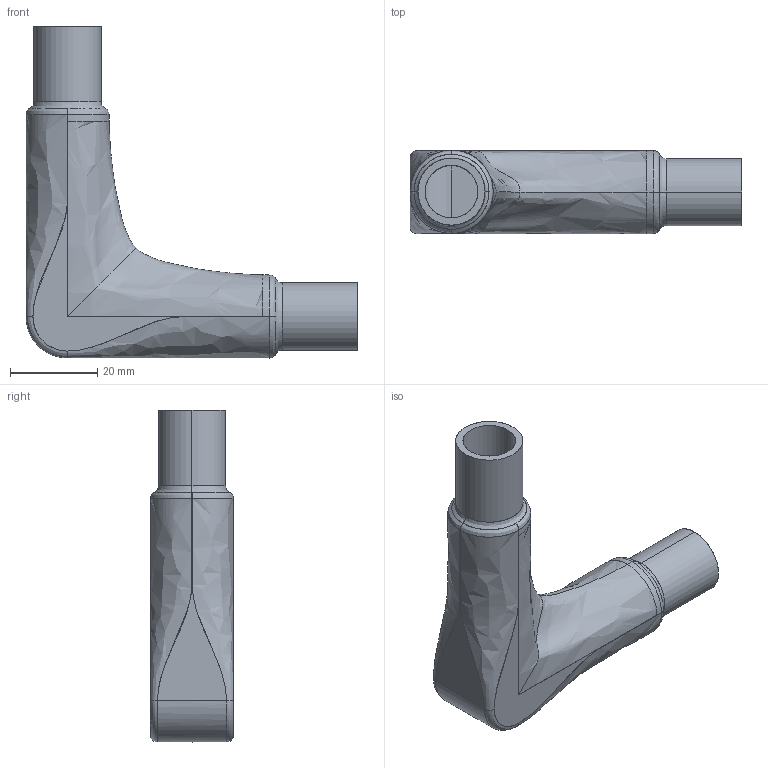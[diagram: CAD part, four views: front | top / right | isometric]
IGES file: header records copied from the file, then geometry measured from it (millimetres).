
Start section: SolidWorks IGES file using analytic representation for surfaces
Global section: file name: CFJ-90-0625 with cavity.IGS; native system: SolidWorks 2013; preprocessor: SolidWorks 2013; author: Rylan; date: 150210.121935; units: inch
Bounding box: 76.2 x 19.05 x 76.2 mm (x, y, z)
Surface area: 14722.5 mm2 (no closed solid volume)
Topology: 0 solids, 0 shells, 89 faces, 1177 edges, 1176 vertices
Faces by surface type: bspline 73, revolution 16
